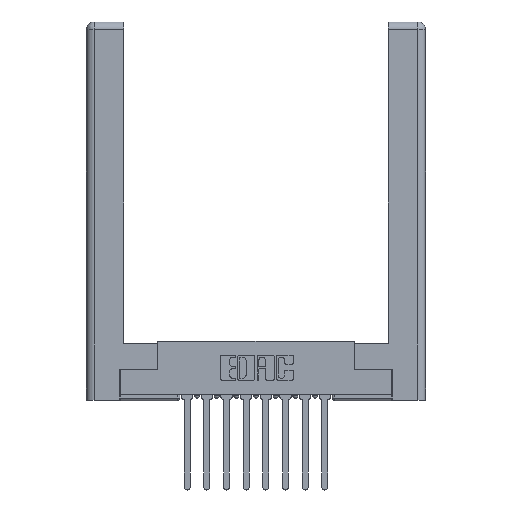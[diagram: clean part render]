
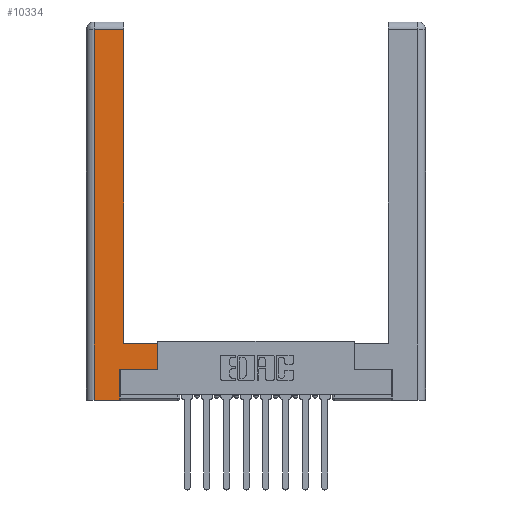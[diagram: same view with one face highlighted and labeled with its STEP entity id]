
A CAD part, top view. The second image highlights one B-rep face of the part: STEP entity #10334.
In plain terms, the highlighted planar face has unit normal (0, 0, 1).
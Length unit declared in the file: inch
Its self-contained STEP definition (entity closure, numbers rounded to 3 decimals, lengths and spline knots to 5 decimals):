
#38 = VECTOR ( 'NONE', #10244, 39.37008 ) ;
#256 = DIRECTION ( 'NONE',  ( -1., 0., 0. ) ) ;
#757 = VECTOR ( 'NONE', #2977, 39.37008 ) ;
#827 = EDGE_CURVE ( 'NONE', #904, #13201, #7725, .T. ) ;
#904 = VERTEX_POINT ( 'NONE', #4053 ) ;
#984 = FACE_OUTER_BOUND ( 'NONE', #7691, .T. ) ;
#1438 = LINE ( 'NONE', #9092, #8616 ) ;
#1579 = AXIS2_PLACEMENT_3D ( 'NONE', #11784, #10560, #3469 ) ;
#1930 = LINE ( 'NONE', #12407, #757 ) ;
#1990 = EDGE_CURVE ( 'NONE', #3076, #904, #1438, .T. ) ;
#2011 = CARTESIAN_POINT ( 'NONE',  ( 0.265, 0.245, 0. ) ) ;
#2141 = LINE ( 'NONE', #4414, #7832 ) ;
#2649 = DIRECTION ( 'NONE',  ( 1., 0., 0. ) ) ;
#2700 = LINE ( 'NONE', #13168, #6114 ) ;
#2977 = DIRECTION ( 'NONE',  ( 1., 0., 0. ) ) ;
#3076 = VERTEX_POINT ( 'NONE', #8107 ) ;
#3157 = LINE ( 'NONE', #6981, #7319 ) ;
#3464 = EDGE_CURVE ( 'NONE', #13201, #8739, #2700, .T. ) ;
#3469 = DIRECTION ( 'NONE',  ( -1., 0., 0. ) ) ;
#3698 = ORIENTED_EDGE ( 'NONE', *, *, #1990, .T. ) ;
#4048 = CARTESIAN_POINT ( 'NONE',  ( 0.295, 0.45, 0. ) ) ;
#4053 = CARTESIAN_POINT ( 'NONE',  ( 0.295, 2.94, 0. ) ) ;
#4414 = CARTESIAN_POINT ( 'NONE',  ( 0.565, 0.45, 0. ) ) ;
#5605 = CARTESIAN_POINT ( 'NONE',  ( 0.0615, 2.94, 0. ) ) ;
#5731 = ORIENTED_EDGE ( 'NONE', *, *, #3464, .T. ) ;
#5762 = EDGE_CURVE ( 'NONE', #8739, #13648, #9066, .T. ) ;
#6114 = VECTOR ( 'NONE', #10198, 39.37008 ) ;
#6288 = VERTEX_POINT ( 'NONE', #13112 ) ;
#6376 = CARTESIAN_POINT ( 'NONE',  ( 0.265, 0., 0. ) ) ;
#6478 = EDGE_CURVE ( 'NONE', #6288, #12004, #2141, .T. ) ;
#6981 = CARTESIAN_POINT ( 'NONE',  ( 0.265, 0.245, 0. ) ) ;
#7290 = LINE ( 'NONE', #4048, #38 ) ;
#7319 = VECTOR ( 'NONE', #11241, 39.37008 ) ;
#7691 = EDGE_LOOP ( 'NONE', ( #3698, #8225, #5731, #12053, #9667, #9106, #9759, #10705 ) ) ;
#7725 = LINE ( 'NONE', #5605, #9986 ) ;
#7832 = VECTOR ( 'NONE', #11568, 39.37008 ) ;
#8078 = EDGE_CURVE ( 'NONE', #12018, #6288, #1930, .T. ) ;
#8107 = CARTESIAN_POINT ( 'NONE',  ( 0.295, 0.45, 0. ) ) ;
#8225 = ORIENTED_EDGE ( 'NONE', *, *, #827, .T. ) ;
#8616 = VECTOR ( 'NONE', #13288, 39.37008 ) ;
#8739 = VERTEX_POINT ( 'NONE', #12859 ) ;
#9066 = LINE ( 'NONE', #12294, #13462 ) ;
#9092 = CARTESIAN_POINT ( 'NONE',  ( 0.295, 3., 0. ) ) ;
#9106 = ORIENTED_EDGE ( 'NONE', *, *, #8078, .T. ) ;
#9399 = PLANE ( 'NONE',  #1579 ) ;
#9667 = ORIENTED_EDGE ( 'NONE', *, *, #11712, .T. ) ;
#9759 = ORIENTED_EDGE ( 'NONE', *, *, #6478, .T. ) ;
#9986 = VECTOR ( 'NONE', #256, 39.37008 ) ;
#10198 = DIRECTION ( 'NONE',  ( 0., -1., 0. ) ) ;
#10244 = DIRECTION ( 'NONE',  ( -1., 0., 0. ) ) ;
#10334 = ADVANCED_FACE ( 'NONE', ( #984 ), #9399, .F. ) ;
#10418 = CARTESIAN_POINT ( 'NONE',  ( 0.565, 0.45, 0. ) ) ;
#10560 = DIRECTION ( 'NONE',  ( 0., 0., -1. ) ) ;
#10705 = ORIENTED_EDGE ( 'NONE', *, *, #12757, .T. ) ;
#11241 = DIRECTION ( 'NONE',  ( 0., 1., 0. ) ) ;
#11568 = DIRECTION ( 'NONE',  ( 0., 1., 0. ) ) ;
#11712 = EDGE_CURVE ( 'NONE', #13648, #12018, #3157, .T. ) ;
#11784 = CARTESIAN_POINT ( 'NONE',  ( 0., 0., 0. ) ) ;
#12004 = VERTEX_POINT ( 'NONE', #10418 ) ;
#12018 = VERTEX_POINT ( 'NONE', #2011 ) ;
#12053 = ORIENTED_EDGE ( 'NONE', *, *, #5762, .T. ) ;
#12294 = CARTESIAN_POINT ( 'NONE',  ( 0.265, 0., 0. ) ) ;
#12407 = CARTESIAN_POINT ( 'NONE',  ( 0.565, 0.245, 0. ) ) ;
#12716 = CARTESIAN_POINT ( 'NONE',  ( 0.0615, 2.94, 0. ) ) ;
#12757 = EDGE_CURVE ( 'NONE', #12004, #3076, #7290, .T. ) ;
#12859 = CARTESIAN_POINT ( 'NONE',  ( 0.0615, 0., 0. ) ) ;
#13112 = CARTESIAN_POINT ( 'NONE',  ( 0.565, 0.245, 0. ) ) ;
#13168 = CARTESIAN_POINT ( 'NONE',  ( 0.0615, 0., 0. ) ) ;
#13201 = VERTEX_POINT ( 'NONE', #12716 ) ;
#13288 = DIRECTION ( 'NONE',  ( 0., 1., 0. ) ) ;
#13462 = VECTOR ( 'NONE', #2649, 39.37008 ) ;
#13648 = VERTEX_POINT ( 'NONE', #6376 ) ;
